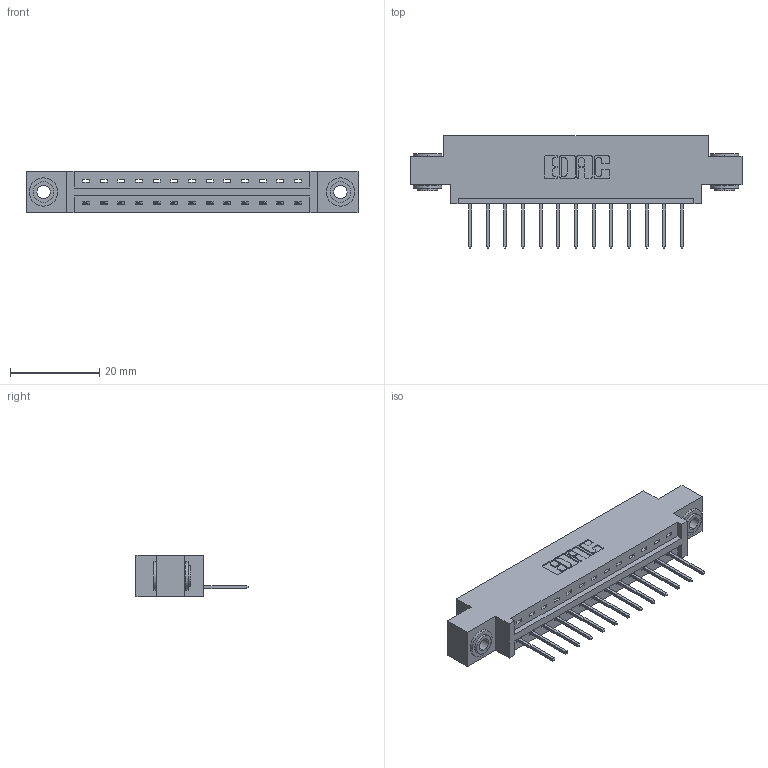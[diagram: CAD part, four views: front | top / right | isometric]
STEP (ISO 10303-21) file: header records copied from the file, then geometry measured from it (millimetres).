
FILE_DESCRIPTION (( 'STEP AP203' ), '1' );
FILE_NAME ('387-013-523-603.STEP', '2019-10-02T14:07:46', ( '' ), ( '' ), 'SwSTEP 2.0', 'SolidWorks 2016', '' );
FILE_SCHEMA (( 'CONFIG_CONTROL_DESIGN' ));
Length unit declared in the file: inch
Products named in the file (4): 337 Part_0.170 Offset - 0.156 Dia-TH; 387-013-523-603; 345-250-002_345-250-002-102; 345-292-001_345-293-123
Assembly tree (16 placements, depth 2):
  387-013-523-603
    337 Part_0.170 Offset - 0.156 Dia-TH
    345-292-001_345-293-123  x13
    345-250-002_345-250-002-102  x2
Bounding box: 74.52 x 25.15 x 9.4 mm (x, y, z)
Volume: 7279.4 mm3; surface area: 7701.9 mm2
Topology: 16 solids, 16 shells, 962 faces, 2843 edges, 1874 vertices
Faces by surface type: plane 682, cylinder 272, cone 8
Entity records: 14214 total; most frequent: CARTESIAN_POINT 2452, ORIENTED_EDGE 2394, DIRECTION 2157, EDGE_CURVE 1197, LINE 1045, VECTOR 1045, VERTEX_POINT 794, AXIS2_PLACEMENT_3D 556
